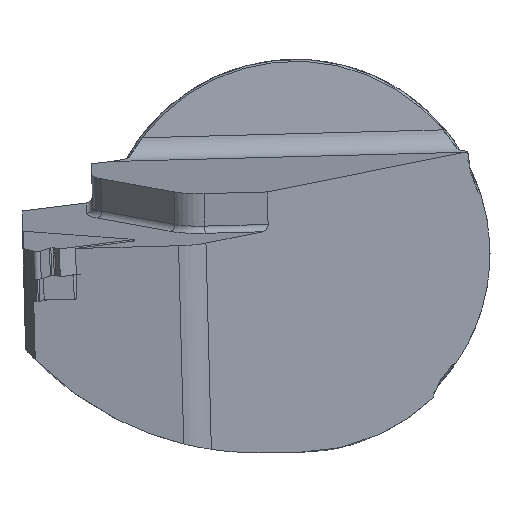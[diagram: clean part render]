
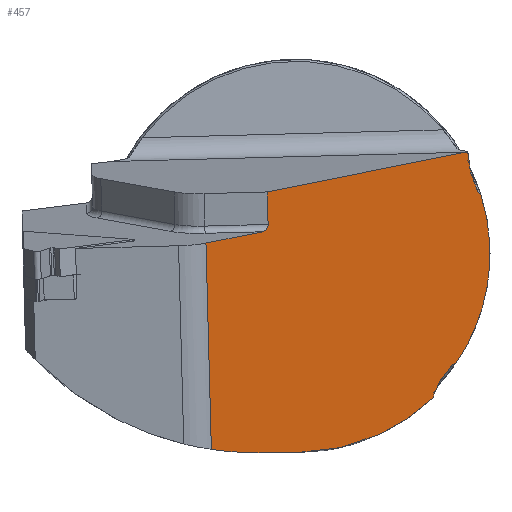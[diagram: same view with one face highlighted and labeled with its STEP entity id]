
A CAD part, left-side view. The second image highlights one B-rep face of the part: STEP entity #457.
In plain terms, the highlighted planar face has unit normal (-0.696, -0.71, -0.104).
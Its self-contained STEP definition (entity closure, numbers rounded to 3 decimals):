
#94=ELLIPSE('',#1560,35.542,24.75);
#95=ELLIPSE('',#1567,35.542,24.75);
#96=ELLIPSE('',#1570,25.838,14.461);
#97=ELLIPSE('',#1572,25.838,14.461);
#106=ELLIPSE('',#1602,35.901,25.);
#107=ELLIPSE('',#1626,4.243,3.);
#108=ELLIPSE('',#1630,1.131,0.8);
#109=ELLIPSE('',#1631,57.441,40.);
#110=ELLIPSE('',#1632,36.834,25.65);
#111=ELLIPSE('',#1633,36.834,25.65);
#152=FACE_OUTER_BOUND('',#670,.T.);
#193=LINE('',#2172,#302);
#237=LINE('',#2944,#346);
#244=LINE('',#2957,#353);
#245=LINE('',#2966,#354);
#249=LINE('',#2981,#358);
#302=VECTOR('',#1703,1.);
#346=VECTOR('',#1899,1.);
#353=VECTOR('',#1912,1.);
#354=VECTOR('',#1919,1.);
#358=VECTOR('',#1931,1.);
#457=ADVANCED_FACE('',(#152),#519,.F.);
#519=PLANE('',#1634);
#543=B_SPLINE_CURVE_WITH_KNOTS('',3,(#2213,#2214,#2215,#2216),
 .UNSPECIFIED.,.F.,.F.,(4,4),(0.,1.),.UNSPECIFIED.);
#546=B_SPLINE_CURVE_WITH_KNOTS('',3,(#2241,#2242,#2243,#2244,#2245,#2246,
#2247),.UNSPECIFIED.,.F.,.F.,(4,3,4),(0.,0.504,1.),
 .UNSPECIFIED.);
#553=B_SPLINE_CURVE_WITH_KNOTS('',3,(#2308,#2309,#2310,#2311),
 .UNSPECIFIED.,.F.,.F.,(4,4),(0.,1.),.UNSPECIFIED.);
#557=B_SPLINE_CURVE_WITH_KNOTS('',3,(#2339,#2340,#2341,#2342,#2343,#2344,
#2345),.UNSPECIFIED.,.F.,.F.,(4,3,4),(0.,0.742,1.),
 .UNSPECIFIED.);
#670=EDGE_LOOP('',(#937,#938,#939,#940,#941,#942,#943,#944,#945,#946,#947,
#948,#949,#950,#951,#952,#953,#954,#955));
#937=ORIENTED_EDGE('',*,*,#1406,.F.);
#938=ORIENTED_EDGE('',*,*,#1405,.F.);
#939=ORIENTED_EDGE('',*,*,#1398,.F.);
#940=ORIENTED_EDGE('',*,*,#1413,.T.);
#941=ORIENTED_EDGE('',*,*,#1283,.F.);
#942=ORIENTED_EDGE('',*,*,#1408,.T.);
#943=ORIENTED_EDGE('',*,*,#1414,.T.);
#944=ORIENTED_EDGE('',*,*,#1415,.T.);
#945=ORIENTED_EDGE('',*,*,#1416,.T.);
#946=ORIENTED_EDGE('',*,*,#1319,.F.);
#947=ORIENTED_EDGE('',*,*,#1324,.F.);
#948=ORIENTED_EDGE('',*,*,#1312,.F.);
#949=ORIENTED_EDGE('',*,*,#1331,.F.);
#950=ORIENTED_EDGE('',*,*,#1381,.F.);
#951=ORIENTED_EDGE('',*,*,#1329,.F.);
#952=ORIENTED_EDGE('',*,*,#1327,.F.);
#953=ORIENTED_EDGE('',*,*,#1308,.F.);
#954=ORIENTED_EDGE('',*,*,#1302,.F.);
#955=ORIENTED_EDGE('',*,*,#1417,.T.);
#1140=VERTEX_POINT('',#2171);
#1141=VERTEX_POINT('',#2173);
#1157=VERTEX_POINT('',#2217);
#1158=VERTEX_POINT('',#2218);
#1162=VERTEX_POINT('',#2230);
#1163=VERTEX_POINT('',#2250);
#1166=VERTEX_POINT('',#2264);
#1172=VERTEX_POINT('',#2307);
#1173=VERTEX_POINT('',#2312);
#1177=VERTEX_POINT('',#2349);
#1178=VERTEX_POINT('',#2358);
#1179=VERTEX_POINT('',#2360);
#1228=VERTEX_POINT('',#2945);
#1229=VERTEX_POINT('',#2946);
#1230=VERTEX_POINT('',#2956);
#1231=VERTEX_POINT('',#2960);
#1232=VERTEX_POINT('',#2967);
#1234=VERTEX_POINT('',#2980);
#1235=VERTEX_POINT('',#2982);
#1283=EDGE_CURVE('',#1140,#1141,#193,.T.);
#1302=EDGE_CURVE('',#1157,#1158,#543,.T.);
#1308=EDGE_CURVE('',#1158,#1162,#546,.T.);
#1312=EDGE_CURVE('',#1166,#1163,#94,.T.);
#1319=EDGE_CURVE('',#1172,#1173,#553,.T.);
#1324=EDGE_CURVE('',#1163,#1172,#557,.T.);
#1327=EDGE_CURVE('',#1162,#1177,#95,.T.);
#1329=EDGE_CURVE('',#1177,#1178,#96,.T.);
#1331=EDGE_CURVE('',#1179,#1166,#97,.T.);
#1381=EDGE_CURVE('',#1178,#1179,#106,.T.);
#1398=EDGE_CURVE('',#1228,#1229,#237,.T.);
#1405=EDGE_CURVE('',#1229,#1230,#244,.T.);
#1406=EDGE_CURVE('',#1230,#1231,#107,.T.);
#1408=EDGE_CURVE('',#1140,#1232,#245,.T.);
#1413=EDGE_CURVE('',#1228,#1141,#108,.T.);
#1414=EDGE_CURVE('',#1232,#1234,#109,.T.);
#1415=EDGE_CURVE('',#1234,#1235,#249,.T.);
#1416=EDGE_CURVE('',#1235,#1173,#110,.T.);
#1417=EDGE_CURVE('',#1157,#1231,#111,.T.);
#1560=AXIS2_PLACEMENT_3D('',#2265,#1745,#1746);
#1567=AXIS2_PLACEMENT_3D('',#2354,#1759,#1760);
#1570=AXIS2_PLACEMENT_3D('',#2357,#1765,#1766);
#1572=AXIS2_PLACEMENT_3D('',#2361,#1769,#1770);
#1602=AXIS2_PLACEMENT_3D('',#2753,#1853,#1854);
#1626=AXIS2_PLACEMENT_3D('',#2959,#1915,#1916);
#1630=AXIS2_PLACEMENT_3D('',#2978,#1927,#1928);
#1631=AXIS2_PLACEMENT_3D('',#2979,#1929,#1930);
#1632=AXIS2_PLACEMENT_3D('',#2983,#1932,#1933);
#1633=AXIS2_PLACEMENT_3D('',#2984,#1934,#1935);
#1634=AXIS2_PLACEMENT_3D('',#2985,#1936,#1937);
#1703=DIRECTION('',(0.696,-0.704,0.141));
#1745=DIRECTION('',(0.696,0.71,0.104));
#1746=DIRECTION('',(-0.718,0.689,0.101));
#1759=DIRECTION('',(0.696,0.71,0.104));
#1760=DIRECTION('',(-0.718,0.689,0.101));
#1765=DIRECTION('',(0.696,0.71,0.104));
#1766=DIRECTION('',(0.718,-0.689,-0.101));
#1769=DIRECTION('',(0.696,0.71,0.104));
#1770=DIRECTION('',(0.718,-0.689,-0.101));
#1853=DIRECTION('',(0.696,0.71,0.104));
#1854=DIRECTION('',(-0.718,0.689,0.101));
#1899=DIRECTION('',(-0.174,0.026,0.984));
#1912=DIRECTION('',(0.696,-0.704,0.141));
#1915=DIRECTION('',(-0.696,-0.71,-0.104));
#1916=DIRECTION('',(-0.696,0.704,-0.141));
#1919=DIRECTION('',(0.174,-0.026,-0.984));
#1927=DIRECTION('',(0.696,0.71,0.104));
#1928=DIRECTION('',(0.696,-0.704,0.141));
#1929=DIRECTION('',(-0.696,-0.71,-0.104));
#1930=DIRECTION('',(-0.718,0.689,0.101));
#1931=DIRECTION('',(0.714,-0.7,0.));
#1932=DIRECTION('',(-0.696,-0.71,-0.104));
#1933=DIRECTION('',(-0.718,0.689,0.101));
#1934=DIRECTION('',(-0.696,-0.71,-0.104));
#1935=DIRECTION('',(-0.718,0.689,0.101));
#1936=DIRECTION('',(0.696,0.71,0.104));
#1937=DIRECTION('',(0.714,-0.7,0.));
#2171=CARTESIAN_POINT('',(5.267,11.566,1.34));
#2172=CARTESIAN_POINT('',(39.427,-22.951,8.269));
#2173=CARTESIAN_POINT('',(12.417,4.342,2.79));
#2213=CARTESIAN_POINT('',(38.019,-22.233,12.791));
#2214=CARTESIAN_POINT('',(38.118,-22.27,12.382));
#2215=CARTESIAN_POINT('',(38.214,-22.305,11.972));
#2216=CARTESIAN_POINT('',(38.307,-22.336,11.56));
#2217=CARTESIAN_POINT('',(38.019,-22.233,12.791));
#2218=CARTESIAN_POINT('',(38.307,-22.336,11.56));
#2230=CARTESIAN_POINT('',(39.,-22.749,9.749));
#2241=CARTESIAN_POINT('',(38.307,-22.336,11.56));
#2242=CARTESIAN_POINT('',(38.381,-22.36,11.235));
#2243=CARTESIAN_POINT('',(38.481,-22.411,10.916));
#2244=CARTESIAN_POINT('',(38.598,-22.481,10.609));
#2245=CARTESIAN_POINT('',(38.712,-22.549,10.309));
#2246=CARTESIAN_POINT('',(38.844,-22.635,10.015));
#2247=CARTESIAN_POINT('',(39.,-22.749,9.749));
#2250=CARTESIAN_POINT('',(39.,-18.988,-15.876));
#2264=CARTESIAN_POINT('',(40.,-20.199,-14.302));
#2265=CARTESIAN_POINT('',(17.262,0.,0.));
#2307=CARTESIAN_POINT('',(38.307,-18.071,-17.492));
#2308=CARTESIAN_POINT('',(38.307,-18.071,-17.492));
#2309=CARTESIAN_POINT('',(38.214,-17.923,-17.877));
#2310=CARTESIAN_POINT('',(38.118,-17.772,-18.26));
#2311=CARTESIAN_POINT('',(38.019,-17.619,-18.641));
#2312=CARTESIAN_POINT('',(38.019,-17.619,-18.641));
#2339=CARTESIAN_POINT('',(39.,-18.988,-15.876));
#2340=CARTESIAN_POINT('',(38.767,-18.71,-16.207));
#2341=CARTESIAN_POINT('',(38.584,-18.472,-16.61));
#2342=CARTESIAN_POINT('',(38.441,-18.269,-17.034));
#2343=CARTESIAN_POINT('',(38.39,-18.198,-17.182));
#2344=CARTESIAN_POINT('',(38.345,-18.131,-17.335));
#2345=CARTESIAN_POINT('',(38.307,-18.071,-17.492));
#2349=CARTESIAN_POINT('',(40.,-23.457,7.894));
#2354=CARTESIAN_POINT('',(17.262,0.,0.));
#2357=CARTESIAN_POINT('',(28.296,-10.593,-1.555));
#2358=CARTESIAN_POINT('',(40.433,-23.832,7.552));
#2360=CARTESIAN_POINT('',(40.433,-20.656,-14.083));
#2361=CARTESIAN_POINT('',(28.296,-10.593,-1.555));
#2753=CARTESIAN_POINT('',(17.262,0.,0.));
#2944=CARTESIAN_POINT('',(2.542,5.129,63.396));
#2945=CARTESIAN_POINT('',(13.066,3.567,3.737));
#2946=CARTESIAN_POINT('',(12.328,3.676,7.921));
#2956=CARTESIAN_POINT('',(37.521,-21.781,13.032));
#2957=CARTESIAN_POINT('',(38.55,-22.82,13.241));
#2959=CARTESIAN_POINT('',(37.,-21.703,15.985));
#2960=CARTESIAN_POINT('',(37.789,-22.053,13.099));
#2966=CARTESIAN_POINT('',(-5.395,13.149,61.786));
#2967=CARTESIAN_POINT('',(9.952,10.871,-25.217));
#2978=CARTESIAN_POINT('',(12.278,4.363,3.578));
#2979=CARTESIAN_POINT('',(10.016,5.,14.35));
#2980=CARTESIAN_POINT('',(16.003,5.,-25.65));
#2981=CARTESIAN_POINT('',(42.509,-20.994,-25.65));
#2982=CARTESIAN_POINT('',(21.102,0.,-25.65));
#2983=CARTESIAN_POINT('',(17.262,0.,0.));
#2984=CARTESIAN_POINT('',(17.262,0.,0.));
#2985=CARTESIAN_POINT('',(145.837,-139.665,92.463));
